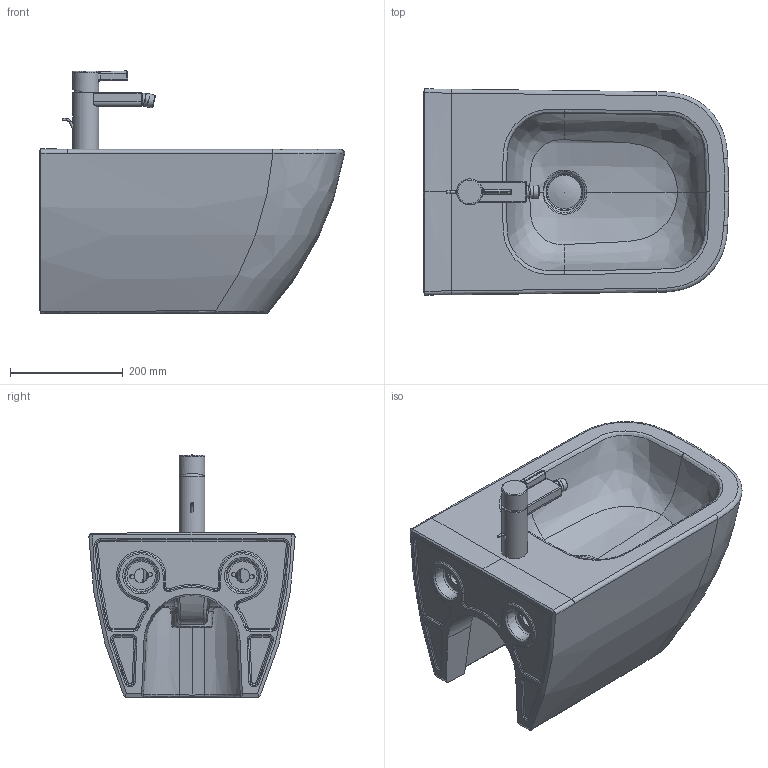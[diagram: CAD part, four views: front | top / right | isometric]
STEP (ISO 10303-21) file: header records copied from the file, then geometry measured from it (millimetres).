
FILE_DESCRIPTION((''),'2;1');
FILE_NAME('225815.stp','2013-06-10T12:03:13',('Administrator'),(''),'Autodesk Inventor 2011','Autodesk Inventor 2011','');
FILE_SCHEMA(('CONFIG_CONTROL_DESIGN'));
Length unit declared in the file: millimetre
Products named in the file (11): 225815; Kelch; Stopfen; Armatur Bidet; Fassung Sieb; Griff; Gehäuse Bidet; Hebel_Ventil; Kugel; Gleitring
Assembly tree (10 placements, depth 3):
  225815
    Kelch
    Stopfen
    225815
    Armatur Bidet
      Fassung Sieb
      Griff
      Gehäuse Bidet
      Hebel_Ventil
      Kugel
      Gleitring
Bounding box: 540.65 x 365.09 x 428.78 mm (x, y, z)
Volume: 22637941.6 mm3; surface area: 1091234.6 mm2
Topology: 8 solids, 10 shells, 474 faces, 1172 edges, 714 vertices
Faces by surface type: bspline 188, cylinder 112, plane 95, torus 54, cone 13, sphere 12
Full cylindrical faces by diameter (mm): 4 x2, 20.15 x1, 21.15 x1, 21.334 x1, 23.15 x1, 25 x1, 35 x1, 42 x1, 44 x1, 46 x3, 60 x1
Entity records: 67998 total; most frequent: CARTESIAN_POINT 57249, ORIENTED_EDGE 2216, DIRECTION 1798, EDGE_CURVE 1110, AXIS2_PLACEMENT_3D 744, VERTEX_POINT 698, EDGE_LOOP 550, FACE_OUTER_BOUND 473
